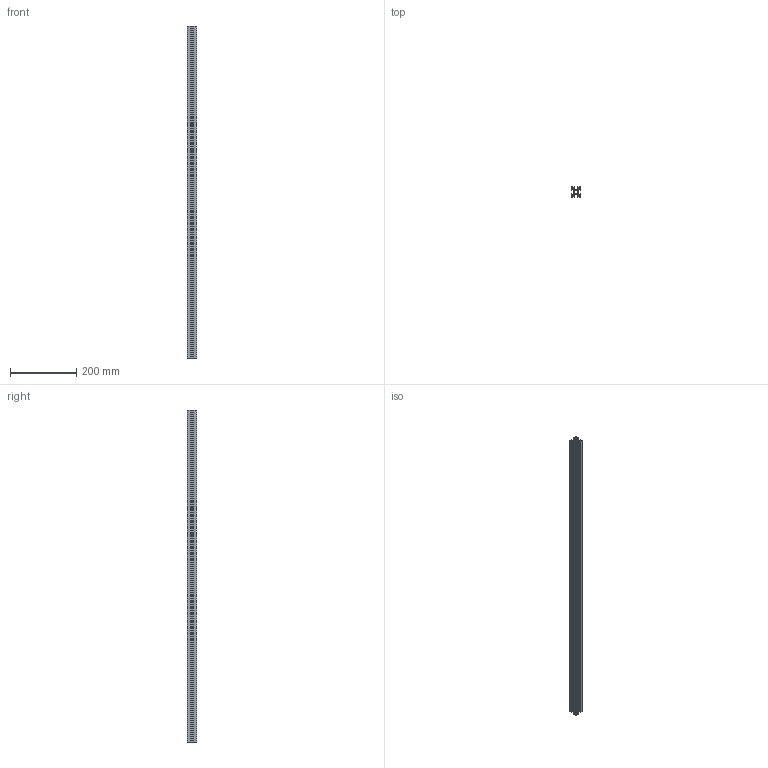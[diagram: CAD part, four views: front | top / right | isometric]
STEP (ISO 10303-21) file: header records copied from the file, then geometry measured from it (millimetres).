
FILE_DESCRIPTION (( 'STEP AP214' ), '1' );
FILE_NAME ('栖闉罻1.STEP', '2021-11-30T09:07:04', ( '砐錪賧瘔蠈錪 Windows' ), ( '' ), 'SwSTEP 2.0', 'SolidWorks 2021', '' );
FILE_SCHEMA (( 'AUTOMOTIVE_DESIGN' ));
Length unit declared in the file: millimetre
Products named in the file (2): 333 Êîíñòðóêöèîííûé ïðîôèëü 30õ30_00; 栖闉罻1
Assembly tree (1 placements, depth 2):
  栖闉罻1
    333 Êîíñòðóêöèîííûé ïðîôèëü 30õ30_00
Bounding box: 30 x 30 x 1000 mm (x, y, z)
Volume: 271771.9 mm3; surface area: 354837.9 mm2
Topology: 1 solids, 1 shells, 254 faces, 756 edges, 504 vertices
Faces by surface type: cylinder 140, plane 114
Entity records: 8706 total; most frequent: DIRECTION 1552, CARTESIAN_POINT 1518, ORIENTED_EDGE 1512, EDGE_CURVE 756, AXIS2_PLACEMENT_3D 538, VERTEX_POINT 504, VECTOR 476, LINE 476
